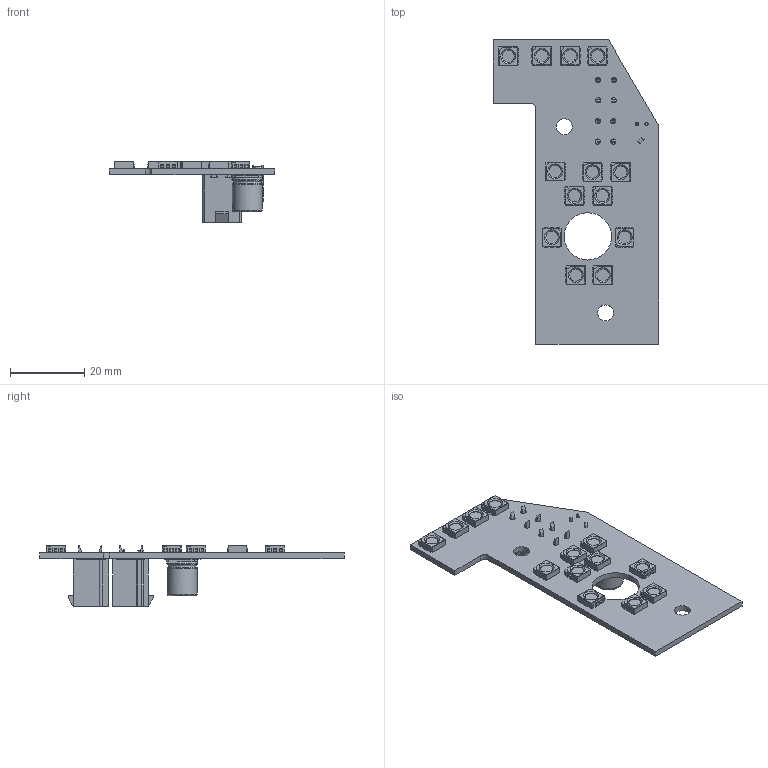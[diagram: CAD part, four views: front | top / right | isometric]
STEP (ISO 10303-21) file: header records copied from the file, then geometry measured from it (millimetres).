
FILE_DESCRIPTION(('KiCad electronic assembly'),'2;1');
FILE_NAME('AV COOL PCB V2.step','2021-10-09T15:10:03',('An Author'),( 'A Company'),'Open CASCADE STEP processor 6.9', 'KiCad to STEP converter','Unknown');
FILE_SCHEMA(('AUTOMOTIVE_DESIGN { 1 0 10303 214 1 1 1 1 }'));
Length unit declared in the file: millimetre
Products named in the file (12): Open CASCADE STEP translator 6.9 1; 39281043; SOLID; LED_WS2812_PLCC6_5.0x5.0mm_P1.6mm; R_0603_1608Metric; LED_D3.0mm; CP_Elec_8x10; COMPOUND
Assembly tree (24 placements, depth 3):
  Open CASCADE STEP translator 6.9 1
    39281043  x2
      SOLID
    LED_WS2812_PLCC6_5.0x5.0mm_P1.6mm  x13
      SOLID
    R_0603_1608Metric
      SOLID
    LED_D3.0mm
      SOLID
    CP_Elec_8x10
      SOLID
    COMPOUND
Bounding box: 44.45 x 81.79 x 16.35 mm (x, y, z)
Volume: 6659.5 mm3; surface area: 10329.9 mm2
Topology: 19 solids, 19 shells, 1586 faces, 4662 edges, 3075 vertices
Faces by surface type: plane 1139, cylinder 426, cone 13, torus 4, bspline 2, sphere 1, revolution 1
Full cylindrical faces by diameter (mm): 0.9 x2, 1.4 x8, 3 x1, 3.333 x13, 4.3 x2, 8 x2, 12.7 x1
Entity records: 24454 total; most frequent: CARTESIAN_POINT 4657, DIRECTION 3466, LINE 2410, VECTOR 2410, ORIENTED_EDGE 1800, PCURVE 1800, DEFINITIONAL_REPRESENTATION 1800, EDGE_CURVE 900
